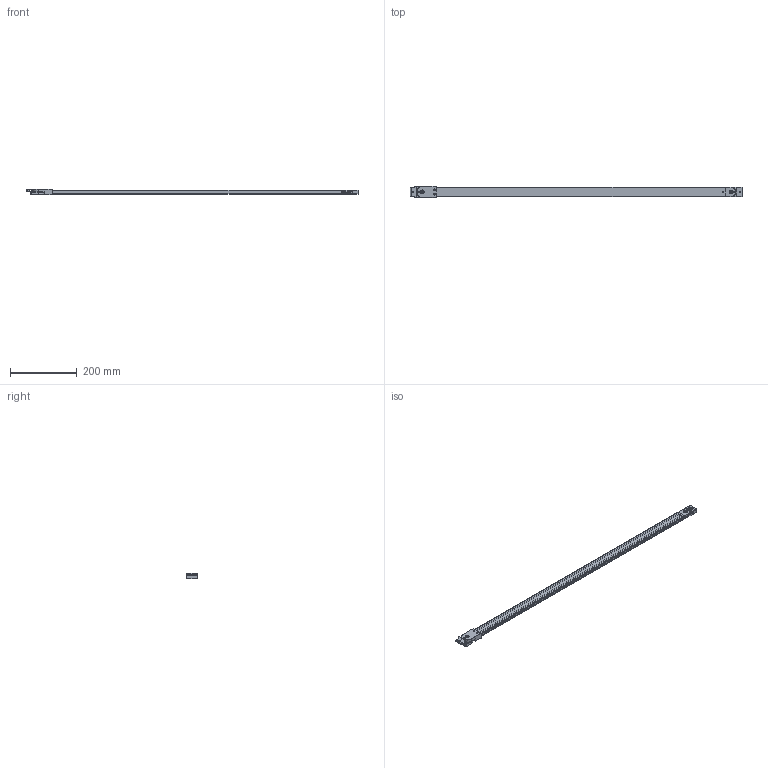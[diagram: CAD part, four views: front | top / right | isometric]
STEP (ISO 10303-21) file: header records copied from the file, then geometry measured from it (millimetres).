
FILE_DESCRIPTION(/* description */ (''),/* implementation_level */ '2;1');
FILE_NAME(/* name */ 'STEP - W27-BAR01-100-BL_1705924',/* time_stamp */ '2024-08-02T10:59:08+10:00',/* author */ (''),/* organization */ (''),/* preprocessor_version */ 'ST-DEVELOPER v16.5',/* originating_system */ 'Rhino 7.23',/* authorisation */ '');
FILE_SCHEMA (('AUTOMOTIVE_DESIGN'));
Length unit declared in the file: millimetre
Products named in the file (12): Document; 1705924_ASM; CU979; CU978; GBT703-M6X18; GBT77M5X8; GBT77M5X5; AL1232; CU980; CU981; GBT703-M6X12; CU956
Assembly tree (16 placements, depth 3):
  Document
    1705924_ASM
      CU979
      CU978
      GBT703-M6X18
      GBT77M5X8  x2
      GBT77M5X5  x5
      AL1232
      CU980
      CU981
      GBT703-M6X12
      CU956
Bounding box: 997.4 x 34 x 18 mm (x, y, z)
Volume: 154774.6 mm3; surface area: 161864.8 mm2
Topology: 15 solids, 15 shells, 953 faces, 2480 edges, 1544 vertices
Faces by surface type: cylinder 412, bspline 303, plane 238
Entity records: 58343 total; most frequent: CARTESIAN_POINT 44786, ORIENTED_EDGE 4036, EDGE_CURVE 2018, B_SPLINE_CURVE_WITH_KNOTS 1587, VERTEX_POINT 1251, EDGE_LOOP 817, ADVANCED_FACE 788, FACE_OUTER_BOUND 788
